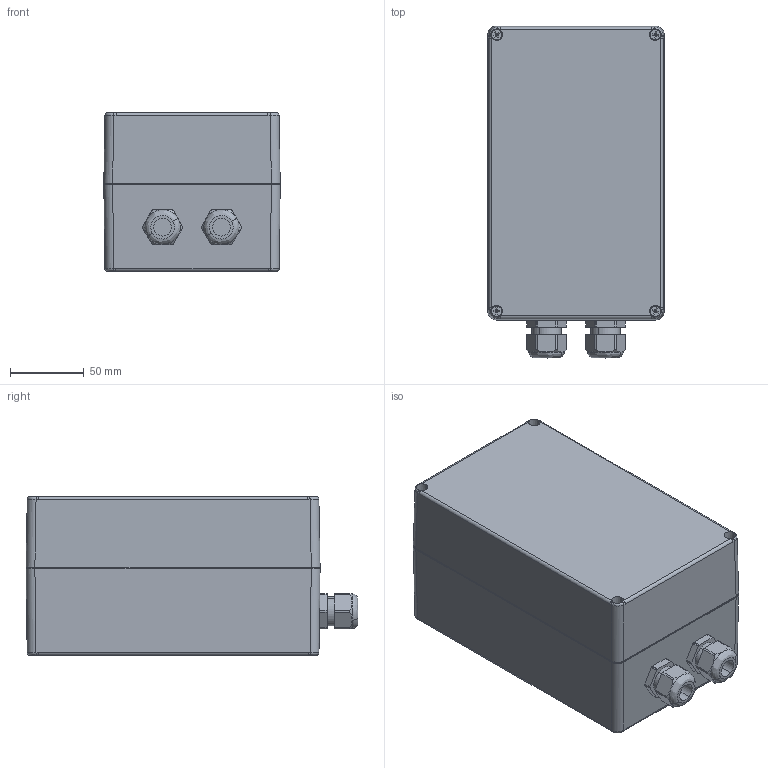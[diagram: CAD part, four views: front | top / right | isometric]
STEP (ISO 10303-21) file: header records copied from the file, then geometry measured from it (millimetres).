
FILE_DESCRIPTION (( 'STEP AP214' ), '1' );
FILE_NAME ('TRE2403.STEP', '2021-07-30T08:48:20', ( '' ), ( '' ), 'SwSTEP 2.0', 'SolidWorks 2020', '' );
FILE_SCHEMA (( 'AUTOMOTIVE_DESIGN' ));
Length unit declared in the file: millimetre
Products named in the file (11): terminal_blocks_a-tb100-tm03; ISO 4014 - M8 x 50 x 50-S_ISO 4014 - M8 x 50 x 50-S; ISO - 4032 - M8 - D - N_ISO - 4032 - M8 - D - N; ISO 7046-1 - M4 x 20 - Z -- 20S_ISO 7046-1 - M4 x 20 - Z - 20S; TRE2403; MP0933-FIXING PLATE; VI-PRESSE ETOUPE M20; BN_1016_1381458_cross_recessed_pan_head_thread_cutting_screw_ST_2_9x6_5; EP0567-RING TRANFORMER; PP0374-UPPER CASING; PP0375-DOWN CASING_AC
Assembly tree (20 placements, depth 2):
  TRE2403
    PP0375-DOWN CASING_AC
    MP0933-FIXING PLATE
    PP0374-UPPER CASING
    ISO 7046-1 - M4 x 20 - Z -- 20S_ISO 7046-1 - M4 x 20 - Z - 20S  x4
    BN_1016_1381458_cross_recessed_pan_head_thread_cutting_screw_ST_2_9x6_5  x5
    EP0567-RING TRANFORMER
    ISO 4014 - M8 x 50 x 50-S_ISO 4014 - M8 x 50 x 50-S
    ISO - 4032 - M8 - D - N_ISO - 4032 - M8 - D - N  x2
    terminal_blocks_a-tb100-tm03  x2
    VI-PRESSE ETOUPE M20  x2
Bounding box: 120 x 225.76 x 108 mm (x, y, z)
Volume: 699721.5 mm3; surface area: 375842.9 mm2
Topology: 23 solids, 23 shells, 2593 faces, 6757 edges, 4321 vertices
Faces by surface type: plane 1044, cone 832, cylinder 565, torus 74, bspline 48, sphere 30
Entity records: 48839 total; most frequent: CARTESIAN_POINT 9911, DIRECTION 7713, ORIENTED_EDGE 7302, EDGE_CURVE 3651, AXIS2_PLACEMENT_3D 2892, VERTEX_POINT 2341, VECTOR 1929, LINE 1929
